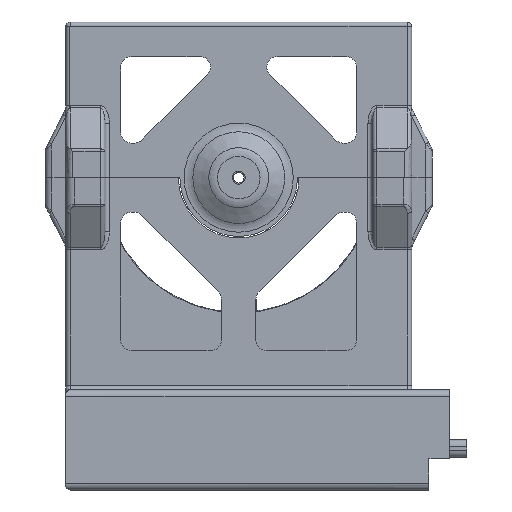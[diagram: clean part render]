
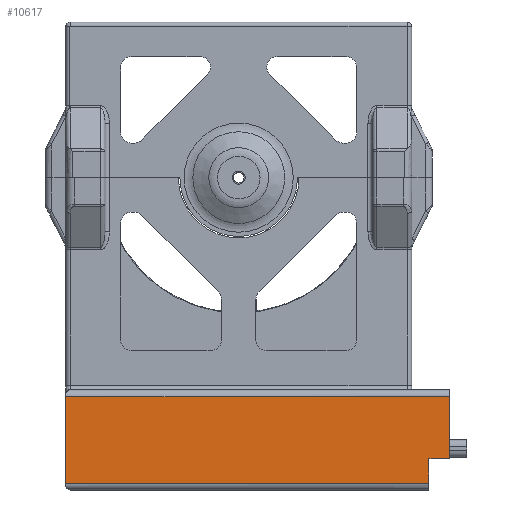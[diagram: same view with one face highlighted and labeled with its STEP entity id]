
A CAD part, front view. The second image highlights one B-rep face of the part: STEP entity #10617.
In plain terms, the highlighted planar face has unit normal (0, -1, 0).
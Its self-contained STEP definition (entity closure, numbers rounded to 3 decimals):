
#1299=FACE_OUTER_BOUND('',#1907,.T.);
#1907=EDGE_LOOP('',(#7402,#7403,#7404,#7405,#7406,#7407));
#2577=LINE('',#15634,#3462);
#2645=LINE('',#16046,#3530);
#2647=LINE('',#16061,#3532);
#2648=LINE('',#16063,#3533);
#2649=LINE('',#16065,#3534);
#2650=LINE('',#16066,#3535);
#3462=VECTOR('',#12473,10.);
#3530=VECTOR('',#12739,10.);
#3532=VECTOR('',#12743,10.);
#3533=VECTOR('',#12744,10.);
#3534=VECTOR('',#12745,10.);
#3535=VECTOR('',#12746,10.);
#4365=VERTEX_POINT('',#15631);
#4366=VERTEX_POINT('',#15633);
#4446=VERTEX_POINT('',#16043);
#4449=VERTEX_POINT('',#16060);
#4450=VERTEX_POINT('',#16062);
#4451=VERTEX_POINT('',#16064);
#5449=EDGE_CURVE('',#4365,#4366,#2577,.T.);
#5573=EDGE_CURVE('',#4365,#4446,#2645,.T.);
#5576=EDGE_CURVE('',#4449,#4446,#2647,.T.);
#5577=EDGE_CURVE('',#4450,#4449,#2648,.T.);
#5578=EDGE_CURVE('',#4451,#4450,#2649,.T.);
#5579=EDGE_CURVE('',#4366,#4451,#2650,.T.);
#7402=ORIENTED_EDGE('',*,*,#5576,.F.);
#7403=ORIENTED_EDGE('',*,*,#5577,.F.);
#7404=ORIENTED_EDGE('',*,*,#5578,.F.);
#7405=ORIENTED_EDGE('',*,*,#5579,.F.);
#7406=ORIENTED_EDGE('',*,*,#5449,.F.);
#7407=ORIENTED_EDGE('',*,*,#5573,.T.);
#10355=PLANE('',#11332);
#10617=ADVANCED_FACE('',(#1299),#10355,.F.);
#11332=AXIS2_PLACEMENT_3D('',#16059,#12741,#12742);
#12473=DIRECTION('',(0.,0.,1.));
#12739=DIRECTION('',(1.,0.,0.));
#12741=DIRECTION('center_axis',(0.,1.,0.));
#12742=DIRECTION('ref_axis',(0.,0.,-1.));
#12743=DIRECTION('',(0.,0.,-1.));
#12744=DIRECTION('',(-1.,0.,0.));
#12745=DIRECTION('',(0.,0.,-1.));
#12746=DIRECTION('',(1.,0.,0.));
#15631=CARTESIAN_POINT('',(-50.,-37.968,350.5));
#15633=CARTESIAN_POINT('',(-50.,-37.968,375.5));
#15634=CARTESIAN_POINT('',(-50.,-37.968,382.15));
#16043=CARTESIAN_POINT('',(55.,-37.968,350.5));
#16046=CARTESIAN_POINT('',(50.,-37.968,350.5));
#16059=CARTESIAN_POINT('Origin',(50.,-37.968,375.5));
#16060=CARTESIAN_POINT('',(55.,-37.968,357.5));
#16061=CARTESIAN_POINT('',(55.,-37.968,369.25));
#16062=CARTESIAN_POINT('',(61.,-37.968,357.5));
#16063=CARTESIAN_POINT('',(50.,-37.968,357.5));
#16064=CARTESIAN_POINT('',(61.,-37.968,375.5));
#16065=CARTESIAN_POINT('',(61.,-37.968,371.5));
#16066=CARTESIAN_POINT('',(50.,-37.968,375.5));
